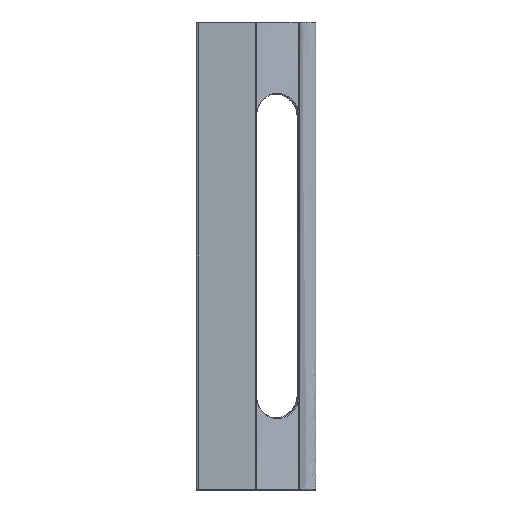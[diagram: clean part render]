
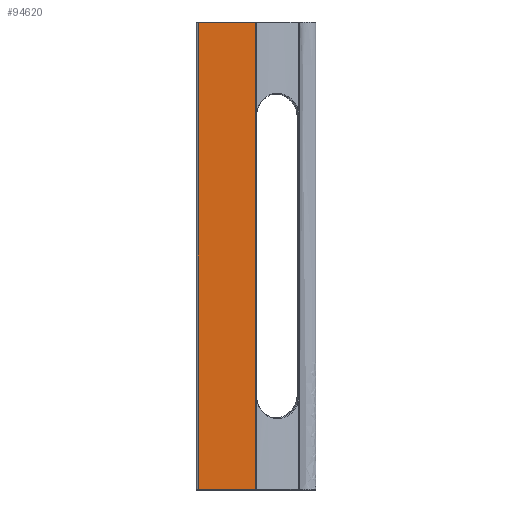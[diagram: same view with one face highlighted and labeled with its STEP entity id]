
A CAD part, left-side view. The second image highlights one B-rep face of the part: STEP entity #94620.
In plain terms, the highlighted planar face has unit normal (-1, 0, 0).
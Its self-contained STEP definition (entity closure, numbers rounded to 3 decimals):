
#28960=CARTESIAN_POINT('',(-0.3,-24.544,
0.3));
#28970=VERTEX_POINT('',#28960);
#29000=CARTESIAN_POINT('',(-0.3,-24.544,172.5));
#29010=DIRECTION('',(0.,0.,-1.));
#29020=VECTOR('',#29010,1.);
#29030=LINE('',#29000,#29020);
#29040=CARTESIAN_POINT('',(-0.3,-24.544,194.7));
#29050=VERTEX_POINT('',#29040);
#29060=EDGE_CURVE('',#29050,#28970,#29030,.T.);
#76930=CARTESIAN_POINT('',(-0.3,-0.7,
0.3));
#76940=VERTEX_POINT('',#76930);
#76990=CARTESIAN_POINT('',(-0.3,0.3,
0.3));
#77000=DIRECTION('',(0.,-1.,0.));
#77010=VECTOR('',#77000,1.);
#77020=LINE('',#76990,#77010);
#77030=EDGE_CURVE('',#76940,#28970,#77020,.T.);
#80220=CARTESIAN_POINT('',(-0.3,-0.7,194.7))
;
#80230=VERTEX_POINT('',#80220);
#80260=CARTESIAN_POINT('',(-0.3,-0.7,22.5));
#80270=DIRECTION('',(0.,0.,1.));
#80280=VECTOR('',#80270,1.);
#80290=LINE('',#80260,#80280);
#80300=EDGE_CURVE('',#76940,#80230,#80290,.T.);
#80490=CARTESIAN_POINT('',(-0.3,0.3,194.7));
#80500=DIRECTION('',(0.,-1.,0.));
#80510=VECTOR('',#80500,1.);
#80520=LINE('',#80490,#80510);
#80530=EDGE_CURVE('',#80230,#29050,#80520,.T.);
#94510=CARTESIAN_POINT('',(-0.3,-24.7,22.5));
#94520=DIRECTION('',(-1.,0.,0.));
#94530=DIRECTION('',(0.,1.,0.));
#94540=AXIS2_PLACEMENT_3D('',#94510,#94520,#94530);
#94550=PLANE('',#94540);
#94560=ORIENTED_EDGE('',*,*,#80530,.F.);
#94570=ORIENTED_EDGE('',*,*,#29060,.F.);
#94580=ORIENTED_EDGE('',*,*,#77030,.T.);
#94590=ORIENTED_EDGE('',*,*,#80300,.F.);
#94600=EDGE_LOOP('',(#94590,#94580,#94570,#94560));
#94610=FACE_OUTER_BOUND('',#94600,.T.);
#94620=ADVANCED_FACE('',(#94610),#94550,.T.);
